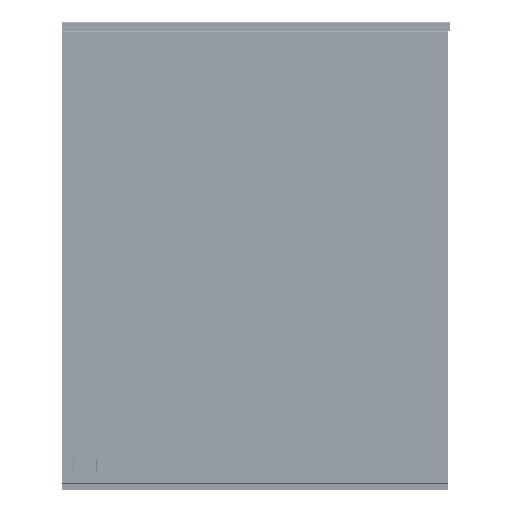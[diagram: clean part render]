
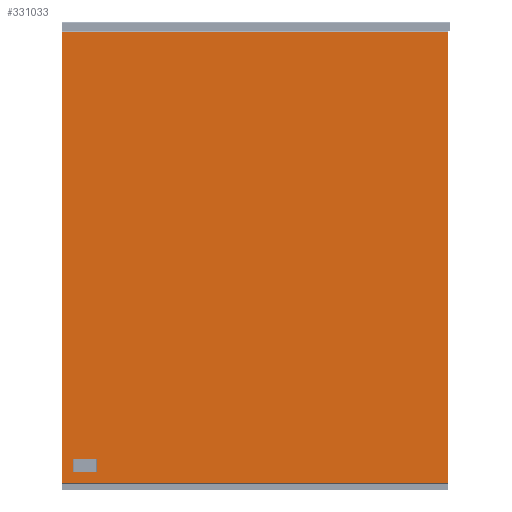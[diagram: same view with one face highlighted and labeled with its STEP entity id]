
A CAD part, left-side view. The second image highlights one B-rep face of the part: STEP entity #331033.
In plain terms, the highlighted planar face has unit normal (-1, 0, 0).
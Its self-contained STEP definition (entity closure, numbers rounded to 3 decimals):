
#330772=CARTESIAN_POINT('',(8622.756,-1107.736,582.5));
#330773=VERTEX_POINT('',#330772);
#330780=CARTESIAN_POINT('',(8622.756,-1107.943,582.293));
#330781=VERTEX_POINT('',#330780);
#330782=CARTESIAN_POINT('',(8622.756,-1107.736,582.5));
#330783=DIRECTION('',(0.0,-0.707,-0.707));
#330784=VECTOR('',#330783,0.293);
#330785=LINE('',#330782,#330784);
#330786=EDGE_CURVE('',#330773,#330781,#330785,.T.);
#330803=CARTESIAN_POINT('',(8622.756,-611.15,582.5));
#330804=VERTEX_POINT('',#330803);
#330811=CARTESIAN_POINT('',(8622.756,-611.15,582.5));
#330812=DIRECTION('',(0.0,-1.0,0.0));
#330813=VECTOR('',#330812,496.586);
#330814=LINE('',#330811,#330813);
#330815=EDGE_CURVE('',#330804,#330773,#330814,.T.);
#330826=CARTESIAN_POINT('',(8622.756,-1107.943,0.707));
#330827=VERTEX_POINT('',#330826);
#330828=CARTESIAN_POINT('',(8622.756,-1107.943,582.293));
#330829=DIRECTION('',(0.0,0.0,-1.0));
#330830=VECTOR('',#330829,581.586);
#330831=LINE('',#330828,#330830);
#330832=EDGE_CURVE('',#330781,#330827,#330831,.T.);
#330858=CARTESIAN_POINT('',(8622.756,-610.943,582.293));
#330859=VERTEX_POINT('',#330858);
#330866=CARTESIAN_POINT('',(8622.756,-610.943,582.293));
#330867=DIRECTION('',(0.0,-0.707,0.707));
#330868=VECTOR('',#330867,0.293);
#330869=LINE('',#330866,#330868);
#330870=EDGE_CURVE('',#330859,#330804,#330869,.T.);
#330881=CARTESIAN_POINT('',(8622.756,-1107.736,0.5));
#330882=VERTEX_POINT('',#330881);
#330883=CARTESIAN_POINT('',(8622.756,-1107.943,0.707));
#330884=DIRECTION('',(0.0,0.707,-0.707));
#330885=VECTOR('',#330884,0.293);
#330886=LINE('',#330883,#330885);
#330887=EDGE_CURVE('',#330827,#330882,#330886,.T.);
#330913=CARTESIAN_POINT('',(8622.756,-610.943,0.707));
#330914=VERTEX_POINT('',#330913);
#330921=CARTESIAN_POINT('',(8622.756,-610.943,0.707));
#330922=DIRECTION('',(0.0,0.0,1.0));
#330923=VECTOR('',#330922,581.586);
#330924=LINE('',#330921,#330923);
#330925=EDGE_CURVE('',#330914,#330859,#330924,.T.);
#330936=CARTESIAN_POINT('',(8622.756,-611.15,0.5));
#330937=VERTEX_POINT('',#330936);
#330938=CARTESIAN_POINT('',(8622.756,-1107.736,0.5));
#330939=DIRECTION('',(0.0,1.0,0.0));
#330940=VECTOR('',#330939,496.586);
#330941=LINE('',#330938,#330940);
#330942=EDGE_CURVE('',#330882,#330937,#330941,.T.);
#330974=CARTESIAN_POINT('',(8622.756,-611.15,0.5));
#330975=DIRECTION('',(0.0,0.707,0.707));
#330976=VECTOR('',#330975,0.293);
#330977=LINE('',#330974,#330976);
#330978=EDGE_CURVE('',#330937,#330914,#330977,.T.);
#331018=CARTESIAN_POINT('',(8622.756,-610.443,0.));
#331019=DIRECTION('',(-1.0,0.0,0.0));
#331020=DIRECTION('',(0.0,-1.0,0.0));
#331021=AXIS2_PLACEMENT_3D('',#331018,#331019,#331020);
#331022=PLANE('',#331021);
#331023=ORIENTED_EDGE('',*,*,#330786,.F.);
#331024=ORIENTED_EDGE('',*,*,#330815,.F.);
#331025=ORIENTED_EDGE('',*,*,#330870,.F.);
#331026=ORIENTED_EDGE('',*,*,#330925,.F.);
#331027=ORIENTED_EDGE('',*,*,#330978,.F.);
#331028=ORIENTED_EDGE('',*,*,#330942,.F.);
#331029=ORIENTED_EDGE('',*,*,#330887,.F.);
#331030=ORIENTED_EDGE('',*,*,#330832,.F.);
#331031=EDGE_LOOP('',(#331023,#331024,#331025,#331026,#331027,#331028,#331029,#331030));
#331032=FACE_OUTER_BOUND('',#331031,.T.);
#331033=ADVANCED_FACE('',(#331032),#331022,.T.);
